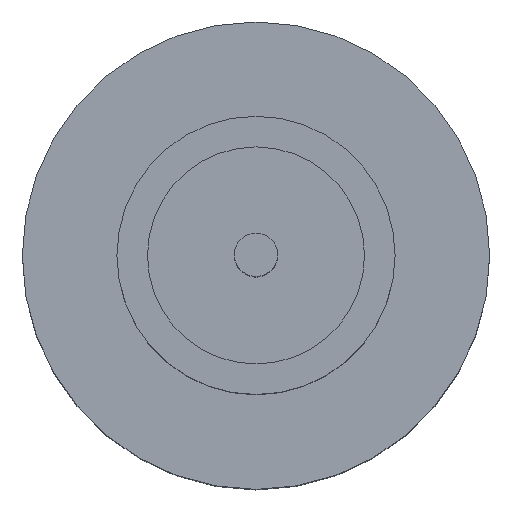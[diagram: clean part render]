
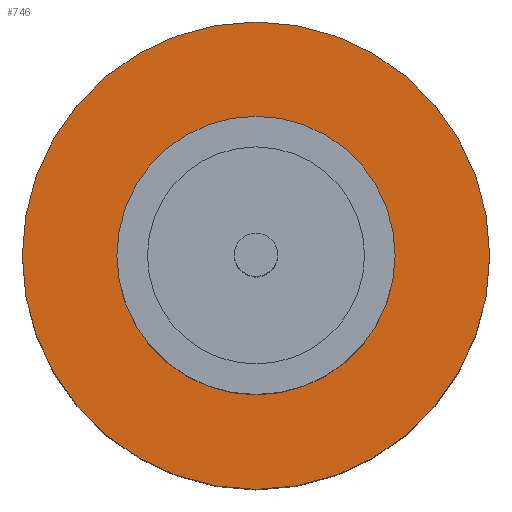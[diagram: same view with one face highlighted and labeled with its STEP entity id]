
A CAD part, top view. The second image highlights one B-rep face of the part: STEP entity #746.
In plain terms, the highlighted planar face has unit normal (0, 0, 1).
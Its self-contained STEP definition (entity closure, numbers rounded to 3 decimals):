
#16 = CIRCLE ( 'NONE', #667, 1.25 ) ;
#21 = CARTESIAN_POINT ( 'NONE',  ( -1.25, 0., 1.55 ) ) ;
#30 = ORIENTED_EDGE ( 'NONE', *, *, #343, .T. ) ;
#116 = EDGE_CURVE ( 'NONE', #487, #521, #589, .T. ) ;
#123 = CARTESIAN_POINT ( 'NONE',  ( 0., 0., 1.55 ) ) ;
#141 = AXIS2_PLACEMENT_3D ( 'NONE', #254, #840, #378 ) ;
#179 = FACE_BOUND ( 'NONE', #334, .T. ) ;
#188 = ORIENTED_EDGE ( 'NONE', *, *, #478, .F. ) ;
#214 = DIRECTION ( 'NONE',  ( 1., 0., 0. ) ) ;
#254 = CARTESIAN_POINT ( 'NONE',  ( 0., 0., 1.55 ) ) ;
#256 = AXIS2_PLACEMENT_3D ( 'NONE', #123, #374, #839 ) ;
#261 = EDGE_CURVE ( 'NONE', #318, #403, #761, .T. ) ;
#267 = ORIENTED_EDGE ( 'NONE', *, *, #261, .T. ) ;
#281 = DIRECTION ( 'NONE',  ( 0., 0., 1. ) ) ;
#318 = VERTEX_POINT ( 'NONE', #515 ) ;
#334 = EDGE_LOOP ( 'NONE', ( #372, #188 ) ) ;
#343 = EDGE_CURVE ( 'NONE', #403, #318, #833, .T. ) ;
#354 = FACE_OUTER_BOUND ( 'NONE', #381, .T. ) ;
#371 = DIRECTION ( 'NONE',  ( 0., 0., 1. ) ) ;
#372 = ORIENTED_EDGE ( 'NONE', *, *, #116, .F. ) ;
#374 = DIRECTION ( 'NONE',  ( 0., 0., 1. ) ) ;
#378 = DIRECTION ( 'NONE',  ( 1., 0., 0. ) ) ;
#381 = EDGE_LOOP ( 'NONE', ( #30, #267 ) ) ;
#393 = DIRECTION ( 'NONE',  ( 0., 0., 1. ) ) ;
#403 = VERTEX_POINT ( 'NONE', #457 ) ;
#433 = PLANE ( 'NONE',  #256 ) ;
#457 = CARTESIAN_POINT ( 'NONE',  ( -2.1, 0., 1.55 ) ) ;
#478 = EDGE_CURVE ( 'NONE', #521, #487, #16, .T. ) ;
#487 = VERTEX_POINT ( 'NONE', #805 ) ;
#510 = DIRECTION ( 'NONE',  ( 1., 0., 0. ) ) ;
#515 = CARTESIAN_POINT ( 'NONE',  ( 2.1, 0., 1.55 ) ) ;
#521 = VERTEX_POINT ( 'NONE', #21 ) ;
#579 = CARTESIAN_POINT ( 'NONE',  ( 0., 0., 1.55 ) ) ;
#589 = CIRCLE ( 'NONE', #814, 1.25 ) ;
#667 = AXIS2_PLACEMENT_3D ( 'NONE', #670, #281, #214 ) ;
#670 = CARTESIAN_POINT ( 'NONE',  ( 0., 0., 1.55 ) ) ;
#712 = CARTESIAN_POINT ( 'NONE',  ( 0., 0., 1.55 ) ) ;
#713 = AXIS2_PLACEMENT_3D ( 'NONE', #579, #393, #510 ) ;
#746 = ADVANCED_FACE ( 'NONE', ( #179, #354 ), #433, .T. ) ;
#761 = CIRCLE ( 'NONE', #141, 2.1 ) ;
#805 = CARTESIAN_POINT ( 'NONE',  ( 1.25, 0., 1.55 ) ) ;
#814 = AXIS2_PLACEMENT_3D ( 'NONE', #712, #371, #837 ) ;
#833 = CIRCLE ( 'NONE', #713, 2.1 ) ;
#837 = DIRECTION ( 'NONE',  ( 1., 0., 0. ) ) ;
#839 = DIRECTION ( 'NONE',  ( 1., 0., 0. ) ) ;
#840 = DIRECTION ( 'NONE',  ( 0., 0., 1. ) ) ;
